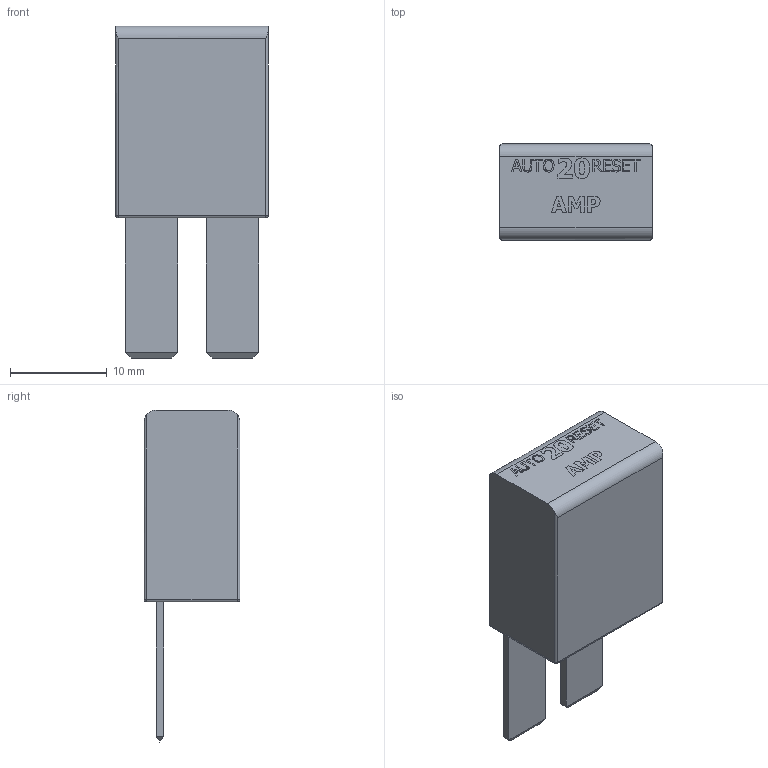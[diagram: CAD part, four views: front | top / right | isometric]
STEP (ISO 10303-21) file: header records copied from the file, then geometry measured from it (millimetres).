
FILE_DESCRIPTION(/* description */ ('Circuit Breaker 20 Amp'),/* implementation_level */ '2;1');
FILE_NAME(/* name */ 'CS_CircuitBreaker_VB3-A20-F57.ipt.stp',/* time_stamp */ '2016-01-07T16:35:54-08:00',/* author */ ('Autodesk Inc.'),/* organization */ ('Autodesk Inc.'),/* preprocessor_version */ 'ST-DEVELOPER v16.1',/* originating_system */ 'Autodesk Inventor 2016',/* authorisation */ '');
FILE_SCHEMA (('AUTOMOTIVE_DESIGN { 1 0 10303 214 3 1 1 }'));
Length unit declared in the file: inch
Products named in the file (1): CS_CircuitBreaker_VB3-A20-F57
Bounding box: 15.75 x 9.91 x 34.29 mm (x, y, z)
Volume: 3198.1 mm3; surface area: 1645.7 mm2
Topology: 1 solids, 1 shells, 242 faces, 638 edges, 416 vertices
Faces by surface type: plane 152, bspline 76, cylinder 10, sphere 4
Entity records: 8056 total; most frequent: CARTESIAN_POINT 2545, ORIENTED_EDGE 1268, DIRECTION 828, EDGE_CURVE 634, LINE 462, VECTOR 462, VERTEX_POINT 416, EDGE_LOOP 264
